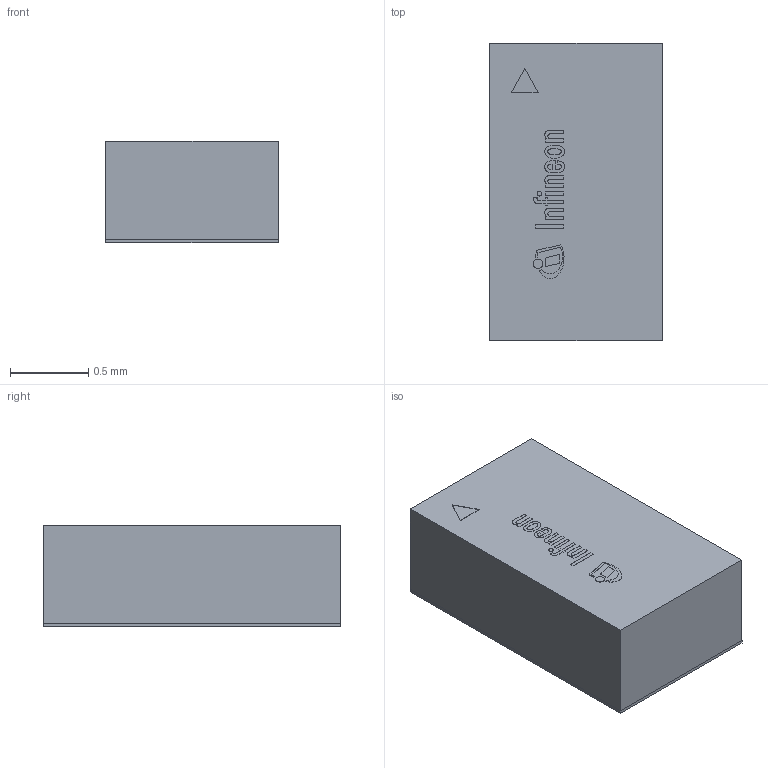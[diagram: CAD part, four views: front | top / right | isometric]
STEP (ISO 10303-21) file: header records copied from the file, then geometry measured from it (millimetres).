
FILE_DESCRIPTION(/* description */ (''),/* implementation_level */ '2;1');
FILE_NAME(/* name */ 'PG-ATSLP-12-10_Z8B00183337_V02_3D.stp',/* time_stamp */ '2021-04-16T00:01:21+06:00',/* author */ ('janartha'),/* organization */ (''),/* preprocessor_version */ 'ST-DEVELOPER v16.13',/* originating_system */ 'AutoCAD Mechanical',/* authorisation */ '');
FILE_SCHEMA (('AUTOMOTIVE_DESIGN { 1 0 10303 214 3 1 1 }'));
Length unit declared in the file: millimetre
Products named in the file (1): Product
Bounding box: 1.1 x 1.9 x 0.65 mm (x, y, z)
Volume: 1.4 mm3; surface area: 12.8 mm2
Topology: 28 solids, 28 shells, 423 faces, 1098 edges, 732 vertices
Faces by surface type: plane 401, bspline 18, cylinder 4
Full cylindrical faces by diameter (mm): 0.03 x1, 0.06 x1
Entity records: 12941 total; most frequent: CARTESIAN_POINT 2642, ORIENTED_EDGE 2192, DIRECTION 1880, EDGE_CURVE 1096, LINE 1052, VECTOR 1052, VERTEX_POINT 732, EDGE_LOOP 456
